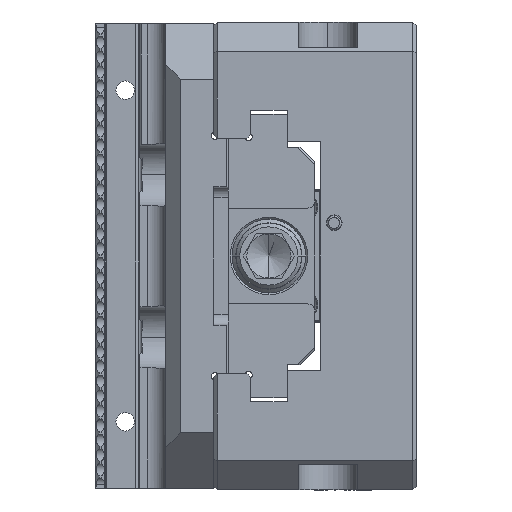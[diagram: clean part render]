
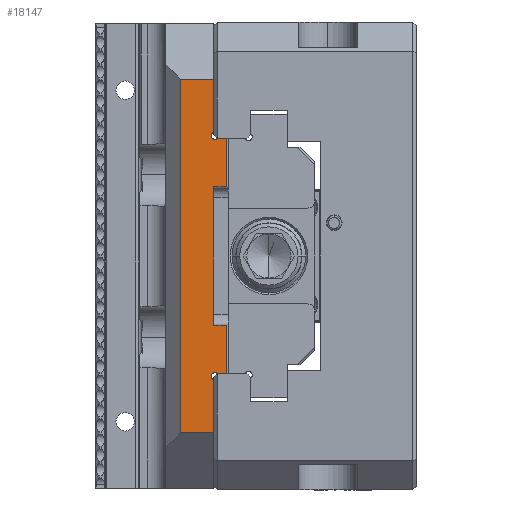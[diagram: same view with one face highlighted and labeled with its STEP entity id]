
A CAD part, left-side view. The second image highlights one B-rep face of the part: STEP entity #18147.
In plain terms, the highlighted planar face has unit normal (-1, 0, 0).
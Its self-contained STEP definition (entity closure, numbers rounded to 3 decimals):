
#203 = CARTESIAN_POINT ( 'NONE',  ( -45., 13., 63. ) ) ;
#642 = LINE ( 'NONE', #9423, #21132 ) ;
#931 = CARTESIAN_POINT ( 'NONE',  ( -45., 13., 48. ) ) ;
#940 = DIRECTION ( 'NONE',  ( 0., 0., -1. ) ) ;
#1066 = EDGE_CURVE ( 'NONE', #10529, #16234, #5384, .T. ) ;
#1280 = ORIENTED_EDGE ( 'NONE', *, *, #1066, .F. ) ;
#1585 = VERTEX_POINT ( 'NONE', #2549 ) ;
#1676 = VERTEX_POINT ( 'NONE', #6178 ) ;
#1774 = LINE ( 'NONE', #13556, #2024 ) ;
#1993 = CIRCLE ( 'NONE', #4321, 1. ) ;
#2016 = VERTEX_POINT ( 'NONE', #19679 ) ;
#2024 = VECTOR ( 'NONE', #17121, 1000. ) ;
#2175 = EDGE_CURVE ( 'NONE', #18060, #2016, #14534, .T. ) ;
#2190 = VECTOR ( 'NONE', #15688, 1000. ) ;
#2211 = CARTESIAN_POINT ( 'NONE',  ( -45., -1.011, -31.9 ) ) ;
#2279 = DIRECTION ( 'NONE',  ( 0., -1., 0. ) ) ;
#2510 = CARTESIAN_POINT ( 'NONE',  ( -45., -3.5, 63. ) ) ;
#2549 = CARTESIAN_POINT ( 'NONE',  ( -45., -3.5, 18.75 ) ) ;
#2576 = ORIENTED_EDGE ( 'NONE', *, *, #14035, .F. ) ;
#2590 = DIRECTION ( 'NONE',  ( 0., 1., 0. ) ) ;
#2623 = VERTEX_POINT ( 'NONE', #20201 ) ;
#2762 = ORIENTED_EDGE ( 'NONE', *, *, #4862, .F. ) ;
#2798 = CARTESIAN_POINT ( 'NONE',  ( -45., -3.5, 63. ) ) ;
#2816 = CARTESIAN_POINT ( 'NONE',  ( -45., 0., 18.75 ) ) ;
#2848 = VERTEX_POINT ( 'NONE', #17770 ) ;
#3377 = VECTOR ( 'NONE', #11568, 1000. ) ;
#3488 = DIRECTION ( 'NONE',  ( 0., 0., -1. ) ) ;
#3587 = DIRECTION ( 'NONE',  ( 0., 0., -1. ) ) ;
#3817 = DIRECTION ( 'NONE',  ( 0., 0., -1. ) ) ;
#3927 = CARTESIAN_POINT ( 'NONE',  ( -45., -0.344, 32.645 ) ) ;
#4015 = VERTEX_POINT ( 'NONE', #17984 ) ;
#4129 = CARTESIAN_POINT ( 'NONE',  ( -45., 0., -18.75 ) ) ;
#4321 = AXIS2_PLACEMENT_3D ( 'NONE', #3927, #17115, #10261 ) ;
#4461 = DIRECTION ( 'NONE',  ( 0., 0., -1. ) ) ;
#4466 = FACE_OUTER_BOUND ( 'NONE', #8268, .T. ) ;
#4800 = ORIENTED_EDGE ( 'NONE', *, *, #13621, .T. ) ;
#4813 = CARTESIAN_POINT ( 'NONE',  ( -45., 0., -33.584 ) ) ;
#4862 = EDGE_CURVE ( 'NONE', #18313, #6546, #15108, .T. ) ;
#5020 = CARTESIAN_POINT ( 'NONE',  ( -45., 0., 63. ) ) ;
#5318 = LINE ( 'NONE', #2798, #17424 ) ;
#5384 = LINE ( 'NONE', #8332, #14112 ) ;
#6154 = LINE ( 'NONE', #8783, #12318 ) ;
#6178 = CARTESIAN_POINT ( 'NONE',  ( -45., -3.5, 31.9 ) ) ;
#6204 = EDGE_CURVE ( 'NONE', #4015, #1585, #15690, .T. ) ;
#6214 = ORIENTED_EDGE ( 'NONE', *, *, #7753, .T. ) ;
#6421 = CARTESIAN_POINT ( 'NONE',  ( -45., 0., -18.75 ) ) ;
#6546 = VERTEX_POINT ( 'NONE', #17807 ) ;
#6731 = CIRCLE ( 'NONE', #8693, 1. ) ;
#6771 = EDGE_CURVE ( 'NONE', #4015, #18060, #11886, .T. ) ;
#7033 = CARTESIAN_POINT ( 'NONE',  ( -45., -0.344, -32.645 ) ) ;
#7099 = VERTEX_POINT ( 'NONE', #14865 ) ;
#7261 = ORIENTED_EDGE ( 'NONE', *, *, #8544, .T. ) ;
#7368 = CARTESIAN_POINT ( 'NONE',  ( -45., -0.344, 31.645 ) ) ;
#7429 = DIRECTION ( 'NONE',  ( 0., 0., 1. ) ) ;
#7737 = CARTESIAN_POINT ( 'NONE',  ( -45., -0.344, 32.645 ) ) ;
#7753 = EDGE_CURVE ( 'NONE', #12763, #2848, #6154, .T. ) ;
#8268 = EDGE_LOOP ( 'NONE', ( #13855, #19985, #18849, #13663, #2576, #20823, #2762, #16256, #20059, #6214, #19084, #7261, #1280, #4800, #16094 ) ) ;
#8332 = CARTESIAN_POINT ( 'NONE',  ( -45., -4., -31.9 ) ) ;
#8544 = EDGE_CURVE ( 'NONE', #20555, #16234, #16437, .T. ) ;
#8693 = AXIS2_PLACEMENT_3D ( 'NONE', #7737, #20862, #940 ) ;
#8783 = CARTESIAN_POINT ( 'NONE',  ( -45., 0., -48. ) ) ;
#9082 = EDGE_CURVE ( 'NONE', #18313, #7099, #18143, .T. ) ;
#9362 = DIRECTION ( 'NONE',  ( 0., 0., 1. ) ) ;
#9423 = CARTESIAN_POINT ( 'NONE',  ( -45., 9., 63. ) ) ;
#10165 = PLANE ( 'NONE',  #12249 ) ;
#10261 = DIRECTION ( 'NONE',  ( 0., 0., -1. ) ) ;
#10341 = DIRECTION ( 'NONE',  ( 0., 1., 0. ) ) ;
#10363 = VECTOR ( 'NONE', #4461, 1000. ) ;
#10529 = VERTEX_POINT ( 'NONE', #11899 ) ;
#10878 = CARTESIAN_POINT ( 'NONE',  ( -45., 0., 63. ) ) ;
#11022 = DIRECTION ( 'NONE',  ( 0., 0., -1. ) ) ;
#11500 = CARTESIAN_POINT ( 'NONE',  ( -45., 0., 18.75 ) ) ;
#11518 = VECTOR ( 'NONE', #3587, 1000. ) ;
#11568 = DIRECTION ( 'NONE',  ( 0., -1., 0. ) ) ;
#11666 = DIRECTION ( 'NONE',  ( 1., 0., 0. ) ) ;
#11886 = LINE ( 'NONE', #2816, #10363 ) ;
#11899 = CARTESIAN_POINT ( 'NONE',  ( -45., -3.5, -31.9 ) ) ;
#12249 = AXIS2_PLACEMENT_3D ( 'NONE', #203, #11666, #3488 ) ;
#12318 = VECTOR ( 'NONE', #2279, 1000. ) ;
#12763 = VERTEX_POINT ( 'NONE', #16198 ) ;
#13201 = VECTOR ( 'NONE', #17309, 1000. ) ;
#13278 = LINE ( 'NONE', #2510, #21203 ) ;
#13326 = EDGE_CURVE ( 'NONE', #1676, #2623, #1774, .T. ) ;
#13517 = VERTEX_POINT ( 'NONE', #7368 ) ;
#13556 = CARTESIAN_POINT ( 'NONE',  ( -45., -4., 31.9 ) ) ;
#13621 = EDGE_CURVE ( 'NONE', #10529, #2016, #5318, .T. ) ;
#13663 = ORIENTED_EDGE ( 'NONE', *, *, #13326, .T. ) ;
#13855 = ORIENTED_EDGE ( 'NONE', *, *, #6771, .F. ) ;
#14035 = EDGE_CURVE ( 'NONE', #13517, #2623, #1993, .T. ) ;
#14112 = VECTOR ( 'NONE', #10341, 1000. ) ;
#14534 = LINE ( 'NONE', #4129, #13201 ) ;
#14865 = CARTESIAN_POINT ( 'NONE',  ( -45., 9., 48. ) ) ;
#15108 = LINE ( 'NONE', #5020, #11518 ) ;
#15688 = DIRECTION ( 'NONE',  ( 0., 0., -1. ) ) ;
#15690 = LINE ( 'NONE', #11500, #3377 ) ;
#16094 = ORIENTED_EDGE ( 'NONE', *, *, #2175, .F. ) ;
#16198 = CARTESIAN_POINT ( 'NONE',  ( -45., 9., -48. ) ) ;
#16234 = VERTEX_POINT ( 'NONE', #2211 ) ;
#16256 = ORIENTED_EDGE ( 'NONE', *, *, #9082, .T. ) ;
#16437 = CIRCLE ( 'NONE', #20334, 1. ) ;
#17115 = DIRECTION ( 'NONE',  ( -1., 0., 0. ) ) ;
#17121 = DIRECTION ( 'NONE',  ( 0., 1., 0. ) ) ;
#17128 = VECTOR ( 'NONE', #2590, 1000. ) ;
#17212 = DIRECTION ( 'NONE',  ( 1., 0., 0. ) ) ;
#17289 = CARTESIAN_POINT ( 'NONE',  ( -45., 0., 48. ) ) ;
#17309 = DIRECTION ( 'NONE',  ( 0., -1., 0. ) ) ;
#17424 = VECTOR ( 'NONE', #9362, 1000. ) ;
#17770 = CARTESIAN_POINT ( 'NONE',  ( -45., 0., -48. ) ) ;
#17783 = EDGE_CURVE ( 'NONE', #20555, #2848, #21149, .T. ) ;
#17807 = CARTESIAN_POINT ( 'NONE',  ( -45., 0., 33.584 ) ) ;
#17851 = EDGE_CURVE ( 'NONE', #7099, #12763, #642, .T. ) ;
#17984 = CARTESIAN_POINT ( 'NONE',  ( -45., 0., 18.75 ) ) ;
#18060 = VERTEX_POINT ( 'NONE', #6421 ) ;
#18143 = LINE ( 'NONE', #931, #17128 ) ;
#18147 = ADVANCED_FACE ( 'NONE', ( #4466 ), #10165, .F. ) ;
#18313 = VERTEX_POINT ( 'NONE', #17289 ) ;
#18849 = ORIENTED_EDGE ( 'NONE', *, *, #20929, .T. ) ;
#19005 = EDGE_CURVE ( 'NONE', #6546, #13517, #6731, .T. ) ;
#19084 = ORIENTED_EDGE ( 'NONE', *, *, #17783, .F. ) ;
#19679 = CARTESIAN_POINT ( 'NONE',  ( -45., -3.5, -18.75 ) ) ;
#19985 = ORIENTED_EDGE ( 'NONE', *, *, #6204, .T. ) ;
#20059 = ORIENTED_EDGE ( 'NONE', *, *, #17851, .T. ) ;
#20201 = CARTESIAN_POINT ( 'NONE',  ( -45., -1.011, 31.9 ) ) ;
#20334 = AXIS2_PLACEMENT_3D ( 'NONE', #7033, #17212, #3817 ) ;
#20555 = VERTEX_POINT ( 'NONE', #4813 ) ;
#20823 = ORIENTED_EDGE ( 'NONE', *, *, #19005, .F. ) ;
#20862 = DIRECTION ( 'NONE',  ( -1., 0., 0. ) ) ;
#20929 = EDGE_CURVE ( 'NONE', #1585, #1676, #13278, .T. ) ;
#21132 = VECTOR ( 'NONE', #11022, 1000. ) ;
#21149 = LINE ( 'NONE', #10878, #2190 ) ;
#21203 = VECTOR ( 'NONE', #7429, 1000. ) ;
